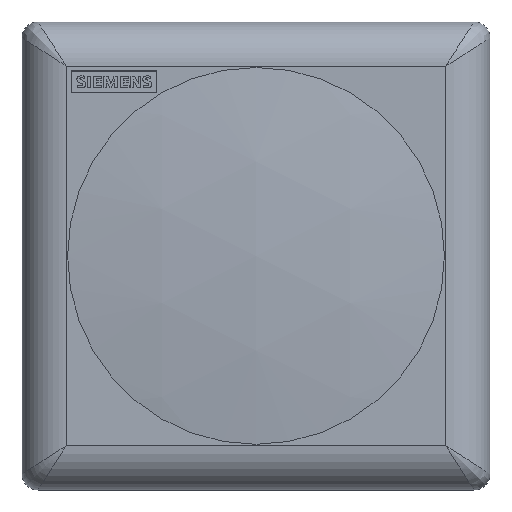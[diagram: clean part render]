
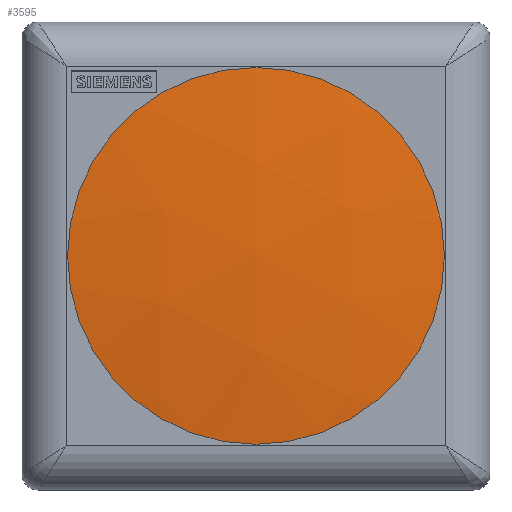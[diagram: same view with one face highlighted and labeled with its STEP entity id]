
A CAD part, top view. The second image highlights one B-rep face of the part: STEP entity #3595.
In plain terms, the highlighted spherical face has radius 587.725 mm.
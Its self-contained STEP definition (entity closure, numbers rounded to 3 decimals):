
#678 = ORIENTED_EDGE ( 'NONE', *, *, #17964, .T. ) ;
#841 = VERTEX_POINT ( 'NONE', #14397 ) ;
#1383 = DIRECTION ( 'NONE',  ( 1., 0., 0. ) ) ;
#3027 = SPHERICAL_SURFACE ( 'NONE', #8260, 587.725 ) ;
#3595 = ADVANCED_FACE ( 'NONE', ( #18904 ), #3027, .T. ) ;
#5527 = AXIS2_PLACEMENT_3D ( 'NONE', #23527, #12433, #1383 ) ;
#8260 = AXIS2_PLACEMENT_3D ( 'NONE', #21026, #21113, #10043 ) ;
#10043 = DIRECTION ( 'NONE',  ( 0., 1., 0. ) ) ;
#10673 = EDGE_LOOP ( 'NONE', ( #678 ) ) ;
#12433 = DIRECTION ( 'NONE',  ( 0., 0., 1. ) ) ;
#14397 = CARTESIAN_POINT ( 'NONE',  ( 76.5, 0., 22.8 ) ) ;
#17964 = EDGE_CURVE ( 'NONE', #841, #841, #23008, .T. ) ;
#18904 = FACE_OUTER_BOUND ( 'NONE', #10673, .T. ) ;
#21026 = CARTESIAN_POINT ( 'NONE',  ( 0., 0., -559.925 ) ) ;
#21113 = DIRECTION ( 'NONE',  ( -1., 0., 0. ) ) ;
#23008 = CIRCLE ( 'NONE', #5527, 76.5 ) ;
#23527 = CARTESIAN_POINT ( 'NONE',  ( 0., 0., 22.8 ) ) ;
